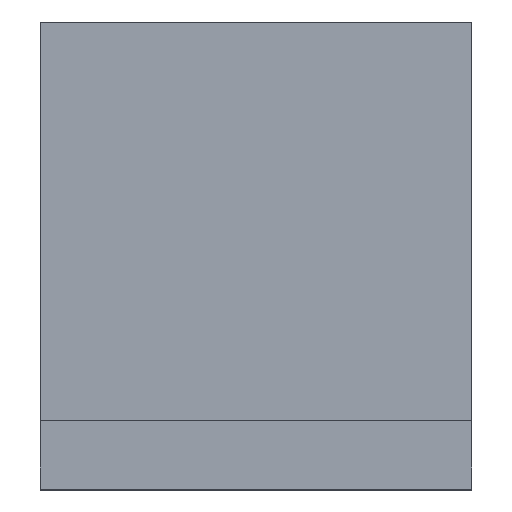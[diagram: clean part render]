
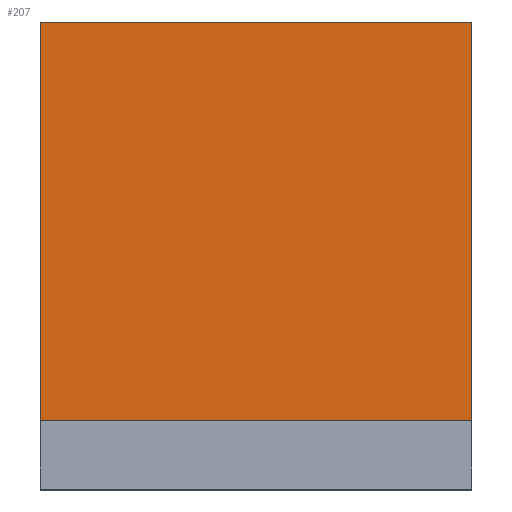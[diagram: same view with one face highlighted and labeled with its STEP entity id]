
A CAD part, top view. The second image highlights one B-rep face of the part: STEP entity #207.
In plain terms, the highlighted planar face has unit normal (0, 0, 1).
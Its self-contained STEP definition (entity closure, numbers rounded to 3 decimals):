
#20=PLANE('',#234);
#31=FACE_OUTER_BOUND('',#42,.T.);
#42=EDGE_LOOP('',(#164,#165,#166,#167));
#62=LINE('',#325,#87);
#63=LINE('',#327,#88);
#64=LINE('',#329,#89);
#65=LINE('',#330,#90);
#87=VECTOR('',#268,10.);
#88=VECTOR('',#269,10.);
#89=VECTOR('',#270,10.);
#90=VECTOR('',#271,10.);
#113=VERTEX_POINT('',#323);
#114=VERTEX_POINT('',#324);
#115=VERTEX_POINT('',#326);
#116=VERTEX_POINT('',#328);
#134=EDGE_CURVE('',#113,#114,#62,.T.);
#135=EDGE_CURVE('',#113,#115,#63,.T.);
#136=EDGE_CURVE('',#116,#115,#64,.T.);
#137=EDGE_CURVE('',#114,#116,#65,.T.);
#164=ORIENTED_EDGE('',*,*,#134,.F.);
#165=ORIENTED_EDGE('',*,*,#135,.T.);
#166=ORIENTED_EDGE('',*,*,#136,.F.);
#167=ORIENTED_EDGE('',*,*,#137,.F.);
#207=ADVANCED_FACE('',(#31),#20,.T.);
#234=AXIS2_PLACEMENT_3D('',#322,#266,#267);
#266=DIRECTION('center_axis',(0.,0.,1.));
#267=DIRECTION('ref_axis',(1.,0.,0.));
#268=DIRECTION('',(-1.,0.,0.));
#269=DIRECTION('',(0.,1.,0.));
#270=DIRECTION('',(1.,0.,0.));
#271=DIRECTION('',(0.,1.,0.));
#322=CARTESIAN_POINT('Origin',(0.,0.,1.6));
#323=CARTESIAN_POINT('',(10.,0.,1.6));
#324=CARTESIAN_POINT('',(0.,0.,1.6));
#325=CARTESIAN_POINT('',(2.5,0.,1.6));
#326=CARTESIAN_POINT('',(10.,9.25,1.6));
#327=CARTESIAN_POINT('',(10.,0.,1.6));
#328=CARTESIAN_POINT('',(0.,9.25,1.6));
#329=CARTESIAN_POINT('',(10.,9.25,1.6));
#330=CARTESIAN_POINT('',(0.,0.,1.6));
